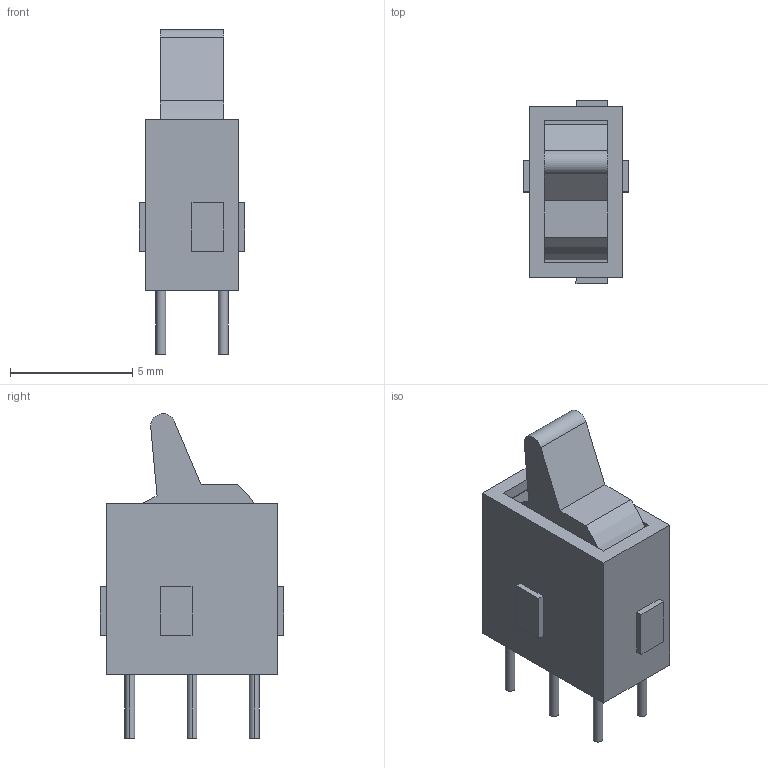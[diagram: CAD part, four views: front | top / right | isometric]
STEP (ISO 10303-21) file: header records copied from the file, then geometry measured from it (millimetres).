
FILE_DESCRIPTION((''),'2;1');
FILE_NAME('3d.stp','2009-06-12T14:38:25',(''),(''),'Mechanical Desktop 2009','Mechanical Desktop 2009',', , ');
FILE_SCHEMA(('AUTOMOTIVE_DESIGN { 1 2 10303 214 1 1 1 1 }'));
Length unit declared in the file: millimetre
Products named in the file (1): Product
Bounding box: 4.3 x 7.5 x 13.25 mm (x, y, z)
Volume: 260.5 mm3; surface area: 378.4 mm2
Topology: 11 solids, 11 shells, 63 faces, 120 edges, 80 vertices
Faces by surface type: plane 34, bspline 17, cylinder 12
Entity records: 1634 total; most frequent: CARTESIAN_POINT 315, ORIENTED_EDGE 240, DIRECTION 238, EDGE_CURVE 120, VECTOR 96, LINE 96, VERTEX_POINT 80, AXIS2_PLACEMENT_3D 71
